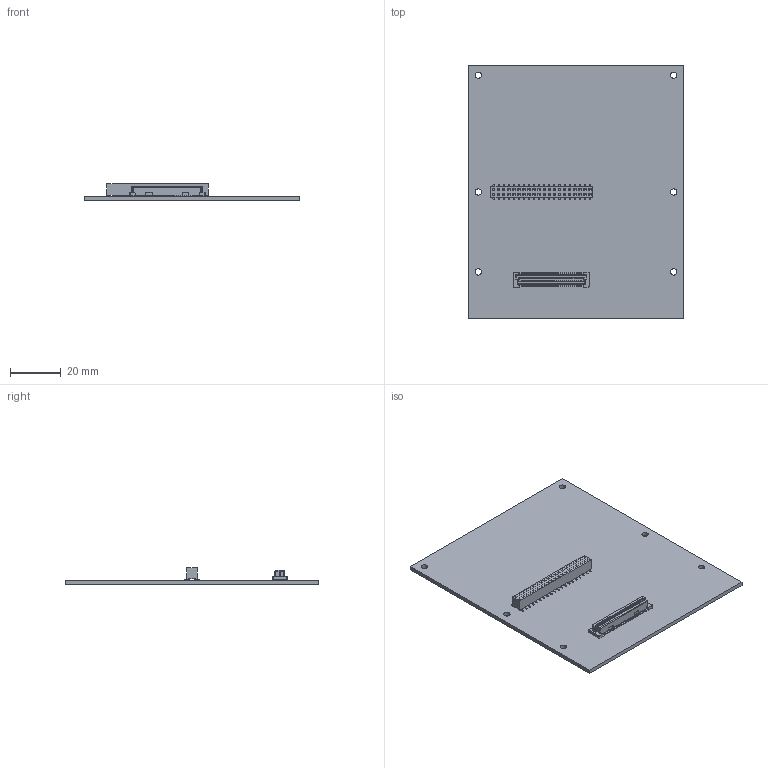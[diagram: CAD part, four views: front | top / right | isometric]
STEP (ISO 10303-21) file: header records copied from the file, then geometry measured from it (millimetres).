
FILE_DESCRIPTION(('KiCad electronic assembly'),'2;1');
FILE_NAME ('96BoardsCES_Extended_simplified.step', '2020-12-07T12:10:42+00:00', 'Stefan Hamminga', '', '', '', '');
FILE_SCHEMA(('AUTOMOTIVE_DESIGN { 1 0 10303 214 1 1 1 1 }'));
Length unit declared in the file: millimetre
Products named in the file (6): Open CASCADE STEP translator 6.9 1; PinSocket_2x20_P2.00mm_Vertical_SMD; SOLID; TE_5177983-2; COMPOUND
Assembly tree (5 placements, depth 3):
  Open CASCADE STEP translator 6.9 1
    PinSocket_2x20_P2.00mm_Vertical_SMD
      SOLID
    TE_5177983-2
      SOLID
    COMPOUND
Bounding box: 85 x 100 x 6.45 mm (x, y, z)
Volume: 14553.8 mm3; surface area: 19476.3 mm2
Topology: 3 solids, 3 shells, 2175 faces, 5798 edges, 3746 vertices
Faces by surface type: plane 1777, cylinder 382, cone 16
Full cylindrical faces by diameter (mm): 0.8 x1, 1.2 x1, 2.5 x6
Entity records: 153673 total; most frequent: CARTESIAN_POINT 26229, DIRECTION 22229, LINE 15552, VECTOR 15552, ORIENTED_EDGE 11584, PCURVE 11584, DEFINITIONAL_REPRESENTATION 11584, EDGE_CURVE 5792
